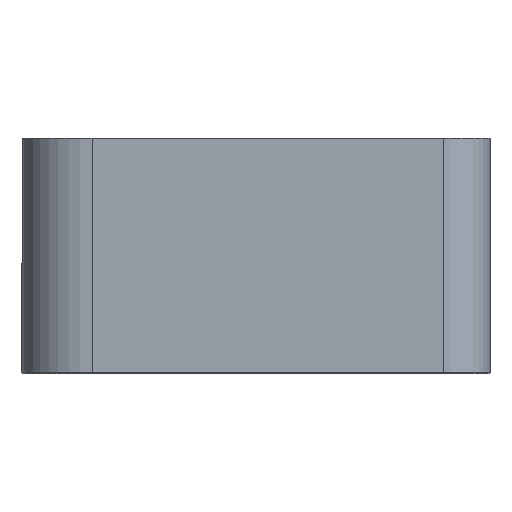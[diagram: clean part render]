
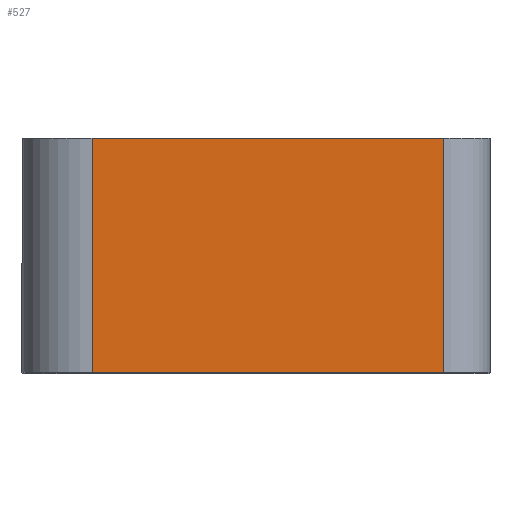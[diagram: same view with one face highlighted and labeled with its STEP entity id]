
A CAD part, top view. The second image highlights one B-rep face of the part: STEP entity #527.
In plain terms, the highlighted face is planar.
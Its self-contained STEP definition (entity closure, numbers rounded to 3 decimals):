
#31=PLANE('',#591);
#47=LINE('',#791,#99);
#48=LINE('',#796,#100);
#71=LINE('',#867,#123);
#84=LINE('',#891,#136);
#99=VECTOR('',#634,1000.);
#100=VECTOR('',#639,1000.);
#123=VECTOR('',#700,1000.);
#136=VECTOR('',#729,1000.);
#235=ORIENTED_EDGE('',*,*,#343,.T.);
#236=ORIENTED_EDGE('',*,*,#307,.F.);
#237=ORIENTED_EDGE('',*,*,#358,.T.);
#238=ORIENTED_EDGE('',*,*,#309,.T.);
#307=EDGE_CURVE('',#381,#379,#47,.T.);
#309=EDGE_CURVE('',#384,#382,#48,.T.);
#343=EDGE_CURVE('',#382,#379,#71,.T.);
#358=EDGE_CURVE('',#381,#384,#84,.T.);
#379=VERTEX_POINT('',#786);
#381=VERTEX_POINT('',#790);
#382=VERTEX_POINT('',#794);
#384=VERTEX_POINT('',#797);
#458=EDGE_LOOP('',(#235,#236,#237,#238));
#488=FACE_BOUND('',#458,.T.);
#527=ADVANCED_FACE('',(#488),#31,.T.);
#591=AXIS2_PLACEMENT_3D('',#890,#727,#728);
#634=DIRECTION('',(0.,0.,1.));
#639=DIRECTION('',(0.,0.,1.));
#700=DIRECTION('',(1.,0.,0.));
#727=DIRECTION('',(0.,1.,0.));
#728=DIRECTION('',(-1.,0.,0.));
#729=DIRECTION('',(-1.,0.,0.));
#786=CARTESIAN_POINT('',(-0.9,10.,1.5));
#790=CARTESIAN_POINT('',(-0.9,10.,-1.5));
#791=CARTESIAN_POINT('',(-0.9,10.,-1.56));
#794=CARTESIAN_POINT('',(-5.4,10.,1.5));
#796=CARTESIAN_POINT('',(-5.4,10.,-1.56));
#797=CARTESIAN_POINT('',(-5.4,10.,-1.5));
#867=CARTESIAN_POINT('',(-0.81,10.,1.5));
#890=CARTESIAN_POINT('',(-0.81,10.,-1.56));
#891=CARTESIAN_POINT('',(-6.12,10.,-1.5));
